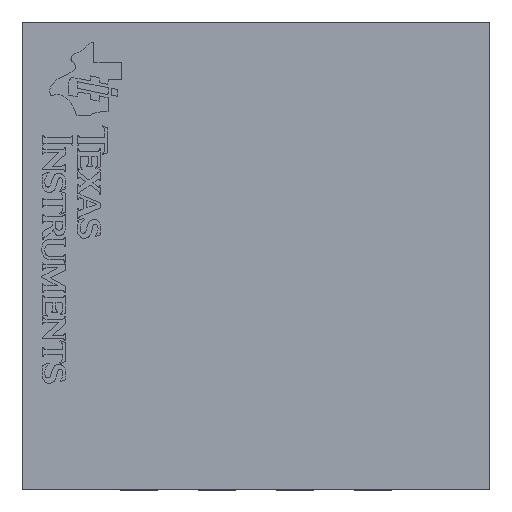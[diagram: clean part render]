
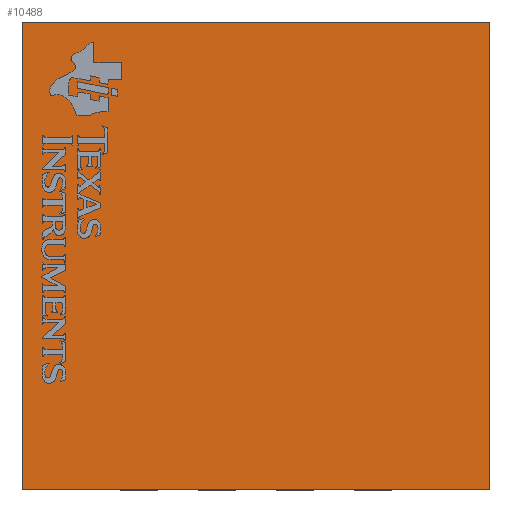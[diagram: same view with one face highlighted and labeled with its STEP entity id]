
A CAD part, top view. The second image highlights one B-rep face of the part: STEP entity #10488.
In plain terms, the highlighted planar face has unit normal (0, 0, 1).
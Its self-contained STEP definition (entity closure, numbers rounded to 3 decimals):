
#774=FACE_OUTER_BOUND('',#1371,.T.);
#1371=EDGE_LOOP('',(#7232,#7233,#7234,#7235));
#2063=LINE('',#14311,#3239);
#2070=LINE('',#14321,#3246);
#2074=LINE('',#14328,#3250);
#2084=LINE('',#14340,#3260);
#3239=VECTOR('',#12043,10.);
#3246=VECTOR('',#12052,10.);
#3250=VECTOR('',#12058,10.);
#3260=VECTOR('',#12070,10.);
#4390=VERTEX_POINT('',#14308);
#4391=VERTEX_POINT('',#14310);
#4393=VERTEX_POINT('',#14320);
#4395=VERTEX_POINT('',#14327);
#5495=EDGE_CURVE('',#4391,#4390,#2063,.T.);
#5502=EDGE_CURVE('',#4391,#4393,#2070,.T.);
#5506=EDGE_CURVE('',#4393,#4395,#2074,.T.);
#5516=EDGE_CURVE('',#4395,#4390,#2084,.T.);
#7232=ORIENTED_EDGE('',*,*,#5506,.F.);
#7233=ORIENTED_EDGE('',*,*,#5502,.F.);
#7234=ORIENTED_EDGE('',*,*,#5495,.T.);
#7235=ORIENTED_EDGE('',*,*,#5516,.F.);
#10073=PLANE('',#11249);
#10488=ADVANCED_FACE('',(#774),#10073,.T.);
#11249=AXIS2_PLACEMENT_3D('',#14342,#12072,#12073);
#12043=DIRECTION('',(0.,-1.,0.));
#12052=DIRECTION('',(1.,0.,0.));
#12058=DIRECTION('',(0.,-1.,0.));
#12070=DIRECTION('',(-1.,0.,0.));
#12072=DIRECTION('center_axis',(0.,0.,1.));
#12073=DIRECTION('ref_axis',(1.,0.,0.));
#14308=CARTESIAN_POINT('',(-1.5,-1.5,1.));
#14310=CARTESIAN_POINT('',(-1.5,1.5,1.));
#14311=CARTESIAN_POINT('',(-1.5,0.,1.));
#14320=CARTESIAN_POINT('',(1.5,1.5,1.));
#14321=CARTESIAN_POINT('',(1.5,1.5,1.));
#14327=CARTESIAN_POINT('',(1.5,-1.5,1.));
#14328=CARTESIAN_POINT('',(1.5,0.,1.));
#14340=CARTESIAN_POINT('',(1.5,-1.5,1.));
#14342=CARTESIAN_POINT('Origin',(-1.5,0.,1.));
